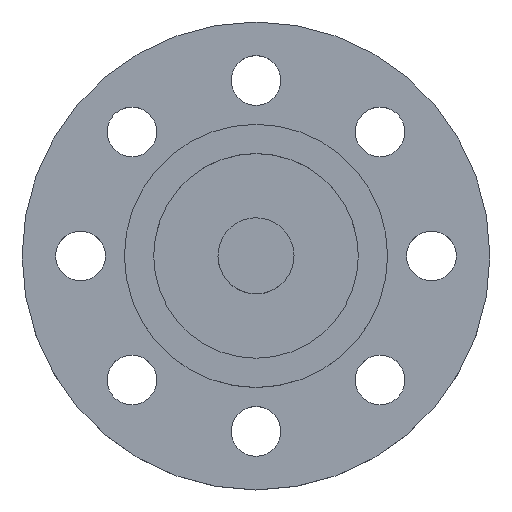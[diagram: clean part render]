
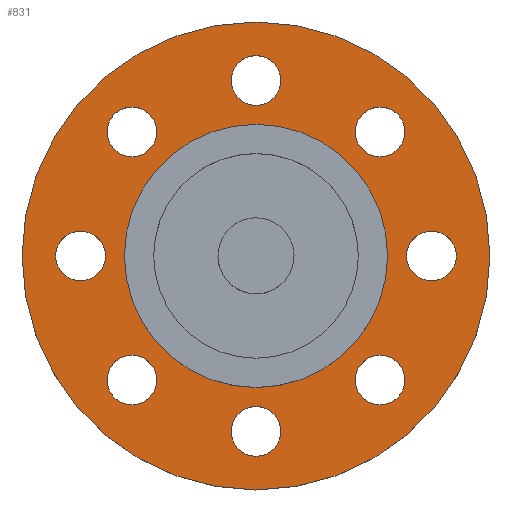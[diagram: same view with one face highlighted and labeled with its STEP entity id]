
A CAD part, top view. The second image highlights one B-rep face of the part: STEP entity #831.
In plain terms, the highlighted planar face has unit normal (0, 0, 1).
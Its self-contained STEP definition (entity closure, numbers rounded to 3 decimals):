
#716=CARTESIAN_POINT('',(-9.6,-9.6,-23.0));
#717=DIRECTION('',(0.0,0.0,1.0));
#718=DIRECTION('',(1.0,0.0,0.0));
#719=AXIS2_PLACEMENT_3D('',#716,#717,#718);
#720=PLANE('',#719);
#721=CARTESIAN_POINT('',(0.,8.0,-23.0));
#722=VERTEX_POINT('',#721);
#723=CARTESIAN_POINT('',(0.,0.,-23.0));
#724=DIRECTION('',(0.,0.,-1.0));
#725=DIRECTION('',(0.,1.0,0.0));
#726=AXIS2_PLACEMENT_3D('',#723,#724,#725);
#727=CIRCLE('',#726,8.0);
#728=EDGE_CURVE('',#722,#722,#727,.T.);
#729=ORIENTED_EDGE('',*,*,#728,.F.);
#730=EDGE_LOOP('',(#729));
#731=FACE_OUTER_BOUND('',#730,.T.);
#732=CARTESIAN_POINT('',(0.,-4.5,-23.0));
#733=VERTEX_POINT('',#732);
#734=CARTESIAN_POINT('',(0.,0.,-23.));
#735=DIRECTION('',(0.,0.,-1.0));
#736=DIRECTION('',(0.,-1.0,0.));
#737=AXIS2_PLACEMENT_3D('',#734,#735,#736);
#738=CIRCLE('',#737,4.5);
#739=EDGE_CURVE('',#733,#733,#738,.T.);
#740=ORIENTED_EDGE('',*,*,#739,.T.);
#741=EDGE_LOOP('',(#740));
#742=FACE_BOUND('',#741,.T.);
#743=CARTESIAN_POINT('',(3.393,4.243,-23.0));
#744=VERTEX_POINT('',#743);
#745=CARTESIAN_POINT('',(4.243,4.243,-23.0));
#746=DIRECTION('',(0.,0.,-1.0));
#747=DIRECTION('',(-1.0,0.,0.));
#748=AXIS2_PLACEMENT_3D('',#745,#746,#747);
#749=CIRCLE('',#748,0.85);
#750=EDGE_CURVE('',#744,#744,#749,.T.);
#751=ORIENTED_EDGE('',*,*,#750,.T.);
#752=EDGE_LOOP('',(#751));
#753=FACE_BOUND('',#752,.T.);
#754=CARTESIAN_POINT('',(5.15,0.,-23.0));
#755=VERTEX_POINT('',#754);
#756=CARTESIAN_POINT('',(6.0,0.,-23.0));
#757=DIRECTION('',(0.0,0.0,-1.0));
#758=DIRECTION('',(-1.0,0.,0.0));
#759=AXIS2_PLACEMENT_3D('',#756,#757,#758);
#760=CIRCLE('',#759,0.85);
#761=EDGE_CURVE('',#755,#755,#760,.T.);
#762=ORIENTED_EDGE('',*,*,#761,.T.);
#763=EDGE_LOOP('',(#762));
#764=FACE_BOUND('',#763,.T.);
#765=CARTESIAN_POINT('',(3.393,-4.243,-23.0));
#766=VERTEX_POINT('',#765);
#767=CARTESIAN_POINT('',(4.243,-4.243,-23.0));
#768=DIRECTION('',(0.0,0.0,-1.0));
#769=DIRECTION('',(-1.0,0.,0.0));
#770=AXIS2_PLACEMENT_3D('',#767,#768,#769);
#771=CIRCLE('',#770,0.85);
#772=EDGE_CURVE('',#766,#766,#771,.T.);
#773=ORIENTED_EDGE('',*,*,#772,.T.);
#774=EDGE_LOOP('',(#773));
#775=FACE_BOUND('',#774,.T.);
#776=CARTESIAN_POINT('',(-0.85,-6.0,-23.0));
#777=VERTEX_POINT('',#776);
#778=CARTESIAN_POINT('',(0.,-6.,-23.));
#779=DIRECTION('',(0.,0.,-1.0));
#780=DIRECTION('',(-1.0,0.,0.0));
#781=AXIS2_PLACEMENT_3D('',#778,#779,#780);
#782=CIRCLE('',#781,0.85);
#783=EDGE_CURVE('',#777,#777,#782,.T.);
#784=ORIENTED_EDGE('',*,*,#783,.T.);
#785=EDGE_LOOP('',(#784));
#786=FACE_BOUND('',#785,.T.);
#787=CARTESIAN_POINT('',(-5.093,-4.243,-23.0));
#788=VERTEX_POINT('',#787);
#789=CARTESIAN_POINT('',(-4.243,-4.243,-23.));
#790=DIRECTION('',(0.,0.,-1.0));
#791=DIRECTION('',(-1.0,0.,0.0));
#792=AXIS2_PLACEMENT_3D('',#789,#790,#791);
#793=CIRCLE('',#792,0.85);
#794=EDGE_CURVE('',#788,#788,#793,.T.);
#795=ORIENTED_EDGE('',*,*,#794,.T.);
#796=EDGE_LOOP('',(#795));
#797=FACE_BOUND('',#796,.T.);
#798=CARTESIAN_POINT('',(-6.85,0.,-23.0));
#799=VERTEX_POINT('',#798);
#800=CARTESIAN_POINT('',(-6.0,0.,-23.0));
#801=DIRECTION('',(0.0,0.0,-1.0));
#802=DIRECTION('',(-1.0,0.,0.0));
#803=AXIS2_PLACEMENT_3D('',#800,#801,#802);
#804=CIRCLE('',#803,0.85);
#805=EDGE_CURVE('',#799,#799,#804,.T.);
#806=ORIENTED_EDGE('',*,*,#805,.T.);
#807=EDGE_LOOP('',(#806));
#808=FACE_BOUND('',#807,.T.);
#809=CARTESIAN_POINT('',(-5.093,4.243,-23.0));
#810=VERTEX_POINT('',#809);
#811=CARTESIAN_POINT('',(-4.243,4.243,-23.0));
#812=DIRECTION('',(0.0,0.0,-1.0));
#813=DIRECTION('',(-1.0,0.,0.0));
#814=AXIS2_PLACEMENT_3D('',#811,#812,#813);
#815=CIRCLE('',#814,0.85);
#816=EDGE_CURVE('',#810,#810,#815,.T.);
#817=ORIENTED_EDGE('',*,*,#816,.T.);
#818=EDGE_LOOP('',(#817));
#819=FACE_BOUND('',#818,.T.);
#820=CARTESIAN_POINT('',(-0.85,6.0,-23.0));
#821=VERTEX_POINT('',#820);
#822=CARTESIAN_POINT('',(0.,6.0,-23.0));
#823=DIRECTION('',(0.0,0.0,-1.0));
#824=DIRECTION('',(-1.0,0.0,0.0));
#825=AXIS2_PLACEMENT_3D('',#822,#823,#824);
#826=CIRCLE('',#825,0.85);
#827=EDGE_CURVE('',#821,#821,#826,.T.);
#828=ORIENTED_EDGE('',*,*,#827,.T.);
#829=EDGE_LOOP('',(#828));
#830=FACE_BOUND('',#829,.T.);
#831=ADVANCED_FACE('',(#731,#742,#753,#764,#775,#786,#797,#808,#819,#830),#720,.T.);
